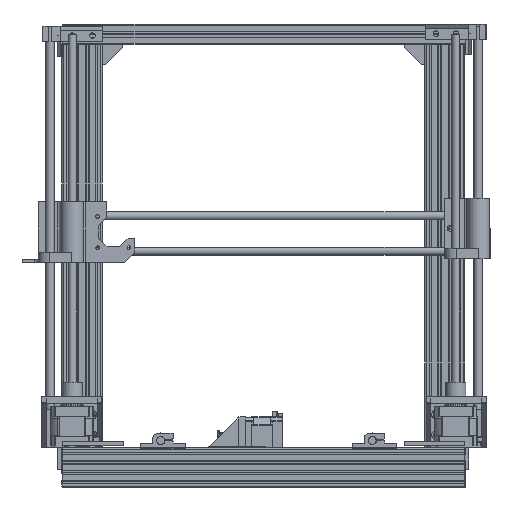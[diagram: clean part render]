
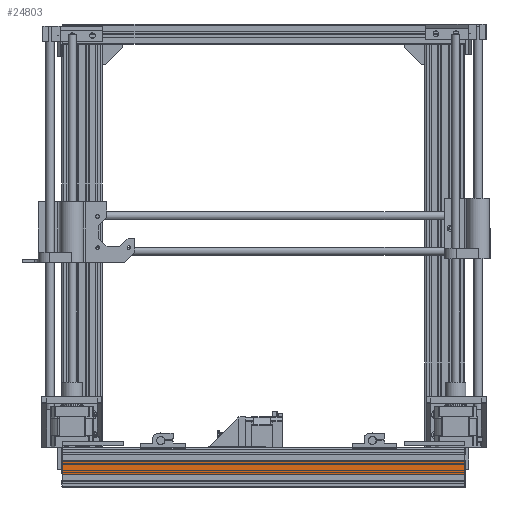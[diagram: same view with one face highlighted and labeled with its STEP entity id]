
A CAD part, front view. The second image highlights one B-rep face of the part: STEP entity #24803.
In plain terms, the highlighted planar face has unit normal (0, -1, 0).
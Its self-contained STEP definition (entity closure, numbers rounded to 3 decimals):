
#2275=FACE_OUTER_BOUND('',#3654,.T.);
#3654=EDGE_LOOP('',(#17572,#17573,#17574,#17575));
#5684=LINE('',#37286,#8372);
#5685=LINE('',#37289,#8373);
#5686=LINE('',#37291,#8374);
#5687=LINE('',#37292,#8375);
#8372=VECTOR('',#29777,10.);
#8373=VECTOR('',#29780,10.);
#8374=VECTOR('',#29781,10.);
#8375=VECTOR('',#29782,10.);
#10882=VERTEX_POINT('',#37282);
#10883=VERTEX_POINT('',#37284);
#10884=VERTEX_POINT('',#37288);
#10885=VERTEX_POINT('',#37290);
#13468=EDGE_CURVE('',#10882,#10883,#5684,.T.);
#13469=EDGE_CURVE('',#10884,#10882,#5685,.T.);
#13470=EDGE_CURVE('',#10885,#10883,#5686,.T.);
#13471=EDGE_CURVE('',#10884,#10885,#5687,.T.);
#17572=ORIENTED_EDGE('',*,*,#13469,.T.);
#17573=ORIENTED_EDGE('',*,*,#13468,.T.);
#17574=ORIENTED_EDGE('',*,*,#13470,.F.);
#17575=ORIENTED_EDGE('',*,*,#13471,.F.);
#23838=PLANE('',#26529);
#24803=ADVANCED_FACE('',(#2275),#23838,.T.);
#26529=AXIS2_PLACEMENT_3D('',#37287,#29778,#29779);
#29777=DIRECTION('',(0.,0.,1.));
#29778=DIRECTION('center_axis',(0.,-1.,0.));
#29779=DIRECTION('ref_axis',(1.,0.,0.));
#29780=DIRECTION('',(1.,0.,0.));
#29781=DIRECTION('',(1.,0.,0.));
#29782=DIRECTION('',(0.,0.,1.));
#37282=CARTESIAN_POINT('',(52.4,0.,0.));
#37284=CARTESIAN_POINT('',(52.4,0.,400.));
#37286=CARTESIAN_POINT('',(52.4,0.,0.));
#37287=CARTESIAN_POINT('Origin',(39.6,0.,0.));
#37288=CARTESIAN_POINT('',(39.6,0.,0.));
#37289=CARTESIAN_POINT('',(39.6,0.,0.));
#37290=CARTESIAN_POINT('',(39.6,0.,400.));
#37291=CARTESIAN_POINT('',(39.6,0.,400.));
#37292=CARTESIAN_POINT('',(39.6,0.,0.));
